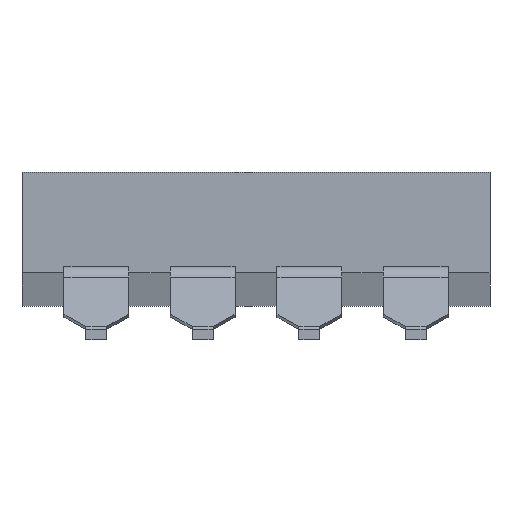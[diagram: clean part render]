
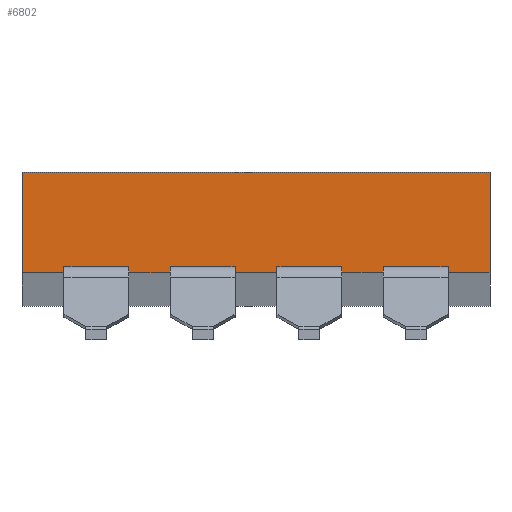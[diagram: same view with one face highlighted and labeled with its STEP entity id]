
A CAD part, front view. The second image highlights one B-rep face of the part: STEP entity #6802.
In plain terms, the highlighted planar face has unit normal (0, -1, 0).
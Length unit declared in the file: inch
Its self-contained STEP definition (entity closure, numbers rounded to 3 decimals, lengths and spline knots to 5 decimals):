
#400=PLANE('',#7287);
#613=LINE('',#9564,#1360);
#617=LINE('',#9572,#1364);
#636=LINE('',#9623,#1383);
#651=LINE('',#9656,#1398);
#655=LINE('',#9664,#1402);
#659=LINE('',#9672,#1406);
#663=LINE('',#9680,#1410);
#667=LINE('',#9687,#1414);
#668=LINE('',#9691,#1415);
#672=LINE('',#9698,#1419);
#690=LINE('',#9746,#1437);
#703=LINE('',#9777,#1450);
#707=LINE('',#9784,#1454);
#725=LINE('',#9832,#1472);
#773=LINE('',#9949,#1520);
#777=LINE('',#9956,#1524);
#795=LINE('',#10004,#1542);
#1064=LINE('',#11501,#1811);
#1147=LINE('',#11668,#1894);
#1148=LINE('',#11669,#1895);
#1360=VECTOR('',#7890,0.3937);
#1364=VECTOR('',#7896,0.3937);
#1383=VECTOR('',#7937,0.3937);
#1398=VECTOR('',#7978,0.3937);
#1402=VECTOR('',#7982,0.3937);
#1406=VECTOR('',#7986,0.3937);
#1410=VECTOR('',#7990,0.3937);
#1414=VECTOR('',#7994,0.3937);
#1415=VECTOR('',#7997,0.3937);
#1419=VECTOR('',#8003,0.3937);
#1437=VECTOR('',#8043,0.3937);
#1450=VECTOR('',#8082,0.3937);
#1454=VECTOR('',#8088,0.3937);
#1472=VECTOR('',#8128,0.3937);
#1520=VECTOR('',#8252,0.3937);
#1524=VECTOR('',#8258,0.3937);
#1542=VECTOR('',#8298,0.3937);
#1811=VECTOR('',#8805,0.3937);
#1894=VECTOR('',#8960,0.3937);
#1895=VECTOR('',#8961,0.3937);
#2324=FACE_OUTER_BOUND('',#2703,.T.);
#2703=EDGE_LOOP('',(#6388,#6389,#6390,#6391,#6392,#6393,#6394,#6395,#6396,
#6397,#6398,#6399,#6400,#6401,#6402,#6403,#6404,#6405,#6406,#6407));
#3039=VERTEX_POINT('',#9562);
#3040=VERTEX_POINT('',#9563);
#3043=VERTEX_POINT('',#9571);
#3064=VERTEX_POINT('',#9622);
#3069=VERTEX_POINT('',#9655);
#3072=VERTEX_POINT('',#9661);
#3073=VERTEX_POINT('',#9663);
#3076=VERTEX_POINT('',#9669);
#3077=VERTEX_POINT('',#9671);
#3080=VERTEX_POINT('',#9677);
#3081=VERTEX_POINT('',#9679);
#3084=VERTEX_POINT('',#9685);
#3085=VERTEX_POINT('',#9689);
#3086=VERTEX_POINT('',#9690);
#3111=VERTEX_POINT('',#9775);
#3112=VERTEX_POINT('',#9776);
#3163=VERTEX_POINT('',#9947);
#3164=VERTEX_POINT('',#9948);
#3430=VERTEX_POINT('',#11495);
#3432=VERTEX_POINT('',#11499);
#3774=EDGE_CURVE('',#3039,#3040,#613,.T.);
#3778=EDGE_CURVE('',#3043,#3039,#617,.T.);
#3803=EDGE_CURVE('',#3040,#3064,#636,.T.);
#3820=EDGE_CURVE('',#3069,#3043,#651,.T.);
#3824=EDGE_CURVE('',#3073,#3072,#655,.T.);
#3828=EDGE_CURVE('',#3077,#3076,#659,.T.);
#3832=EDGE_CURVE('',#3081,#3080,#663,.T.);
#3836=EDGE_CURVE('',#3064,#3084,#667,.T.);
#3837=EDGE_CURVE('',#3085,#3086,#668,.T.);
#3841=EDGE_CURVE('',#3072,#3085,#672,.T.);
#3865=EDGE_CURVE('',#3086,#3069,#690,.T.);
#3880=EDGE_CURVE('',#3111,#3112,#703,.T.);
#3884=EDGE_CURVE('',#3076,#3111,#707,.T.);
#3908=EDGE_CURVE('',#3112,#3073,#725,.T.);
#3966=EDGE_CURVE('',#3163,#3164,#773,.T.);
#3970=EDGE_CURVE('',#3080,#3163,#777,.T.);
#3994=EDGE_CURVE('',#3164,#3077,#795,.T.);
#4375=EDGE_CURVE('',#3430,#3432,#1064,.T.);
#4458=EDGE_CURVE('',#3084,#3430,#1147,.T.);
#4459=EDGE_CURVE('',#3081,#3432,#1148,.T.);
#6388=ORIENTED_EDGE('',*,*,#3803,.T.);
#6389=ORIENTED_EDGE('',*,*,#3836,.T.);
#6390=ORIENTED_EDGE('',*,*,#4458,.T.);
#6391=ORIENTED_EDGE('',*,*,#4375,.T.);
#6392=ORIENTED_EDGE('',*,*,#4459,.F.);
#6393=ORIENTED_EDGE('',*,*,#3832,.T.);
#6394=ORIENTED_EDGE('',*,*,#3970,.T.);
#6395=ORIENTED_EDGE('',*,*,#3966,.T.);
#6396=ORIENTED_EDGE('',*,*,#3994,.T.);
#6397=ORIENTED_EDGE('',*,*,#3828,.T.);
#6398=ORIENTED_EDGE('',*,*,#3884,.T.);
#6399=ORIENTED_EDGE('',*,*,#3880,.T.);
#6400=ORIENTED_EDGE('',*,*,#3908,.T.);
#6401=ORIENTED_EDGE('',*,*,#3824,.T.);
#6402=ORIENTED_EDGE('',*,*,#3841,.T.);
#6403=ORIENTED_EDGE('',*,*,#3837,.T.);
#6404=ORIENTED_EDGE('',*,*,#3865,.T.);
#6405=ORIENTED_EDGE('',*,*,#3820,.T.);
#6406=ORIENTED_EDGE('',*,*,#3778,.T.);
#6407=ORIENTED_EDGE('',*,*,#3774,.T.);
#6802=ADVANCED_FACE('',(#2324),#400,.T.);
#7287=AXIS2_PLACEMENT_3D('',#11667,#8958,#8959);
#7890=DIRECTION('',(1.,0.,0.));
#7896=DIRECTION('',(0.,0.,1.));
#7937=DIRECTION('',(0.,0.,-1.));
#7978=DIRECTION('',(1.,0.,0.));
#7982=DIRECTION('',(1.,0.,0.));
#7986=DIRECTION('',(1.,0.,0.));
#7990=DIRECTION('',(1.,0.,0.));
#7994=DIRECTION('',(1.,0.,0.));
#7997=DIRECTION('',(1.,0.,0.));
#8003=DIRECTION('',(0.,0.,1.));
#8043=DIRECTION('',(0.,0.,-1.));
#8082=DIRECTION('',(1.,0.,0.));
#8088=DIRECTION('',(0.,0.,1.));
#8128=DIRECTION('',(0.,0.,-1.));
#8252=DIRECTION('',(1.,0.,0.));
#8258=DIRECTION('',(0.,0.,1.));
#8298=DIRECTION('',(0.,0.,-1.));
#8805=DIRECTION('',(-1.,0.,0.));
#8958=DIRECTION('center_axis',(0.,-1.,0.));
#8959=DIRECTION('ref_axis',(0.,0.,-1.));
#8960=DIRECTION('',(0.,0.,1.));
#8961=DIRECTION('',(0.,0.,1.));
#9562=CARTESIAN_POINT('',(0.11969,-0.12205,0.0374));
#9563=CARTESIAN_POINT('',(0.18031,-0.12205,0.0374));
#9564=CARTESIAN_POINT('',(0.18484,-0.12205,0.0374));
#9571=CARTESIAN_POINT('',(0.11969,-0.12205,0.0315));
#9572=CARTESIAN_POINT('',(0.11969,-0.12205,0.00805));
#9622=CARTESIAN_POINT('',(0.18031,-0.12205,0.0315));
#9623=CARTESIAN_POINT('',(0.18031,-0.12205,0.00805));
#9655=CARTESIAN_POINT('',(0.08031,-0.12205,0.0315));
#9656=CARTESIAN_POINT('',(0.21969,-0.12205,0.0315));
#9661=CARTESIAN_POINT('',(0.01969,-0.12205,0.0315));
#9663=CARTESIAN_POINT('',(-0.01969,-0.12205,0.0315));
#9664=CARTESIAN_POINT('',(0.21969,-0.12205,0.0315));
#9669=CARTESIAN_POINT('',(-0.08031,-0.12205,0.0315));
#9671=CARTESIAN_POINT('',(-0.11969,-0.12205,0.0315));
#9672=CARTESIAN_POINT('',(0.21969,-0.12205,0.0315));
#9677=CARTESIAN_POINT('',(-0.18031,-0.12205,0.0315));
#9679=CARTESIAN_POINT('',(-0.21969,-0.12205,0.0315));
#9680=CARTESIAN_POINT('',(0.21969,-0.12205,0.0315));
#9685=CARTESIAN_POINT('',(0.21969,-0.12205,0.0315));
#9687=CARTESIAN_POINT('',(0.21969,-0.12205,0.0315));
#9689=CARTESIAN_POINT('',(0.01969,-0.12205,0.0374));
#9690=CARTESIAN_POINT('',(0.08031,-0.12205,0.0374));
#9691=CARTESIAN_POINT('',(0.13484,-0.12205,0.0374));
#9698=CARTESIAN_POINT('',(0.01969,-0.12205,0.00805));
#9746=CARTESIAN_POINT('',(0.08031,-0.12205,0.00805));
#9775=CARTESIAN_POINT('',(-0.08031,-0.12205,0.0374));
#9776=CARTESIAN_POINT('',(-0.01969,-0.12205,0.0374));
#9777=CARTESIAN_POINT('',(0.08484,-0.12205,0.0374));
#9784=CARTESIAN_POINT('',(-0.08031,-0.12205,0.00805));
#9832=CARTESIAN_POINT('',(-0.01969,-0.12205,0.00805));
#9947=CARTESIAN_POINT('',(-0.18031,-0.12205,0.0374));
#9948=CARTESIAN_POINT('',(-0.11969,-0.12205,0.0374));
#9949=CARTESIAN_POINT('',(0.03484,-0.12205,0.0374));
#9956=CARTESIAN_POINT('',(-0.18031,-0.12205,0.00805));
#10004=CARTESIAN_POINT('',(-0.11969,-0.12205,0.00805));
#11495=CARTESIAN_POINT('',(0.21969,-0.12205,0.12598));
#11499=CARTESIAN_POINT('',(-0.21969,-0.12205,0.12598));
#11501=CARTESIAN_POINT('',(0.21969,-0.12205,0.12598));
#11667=CARTESIAN_POINT('Origin',(0.21969,-0.12205,0.));
#11668=CARTESIAN_POINT('',(0.21969,-0.12205,0.));
#11669=CARTESIAN_POINT('',(-0.21969,-0.12205,0.));
